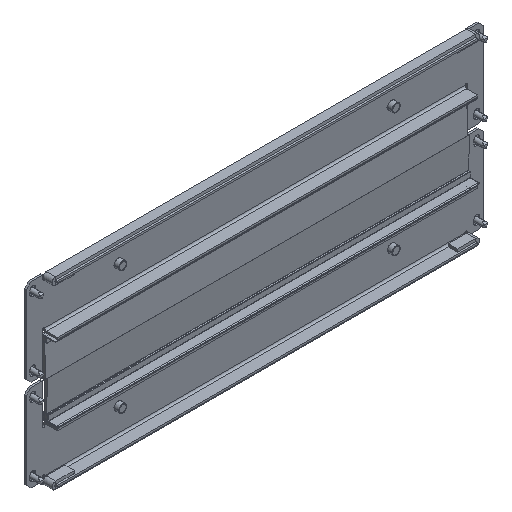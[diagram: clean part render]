
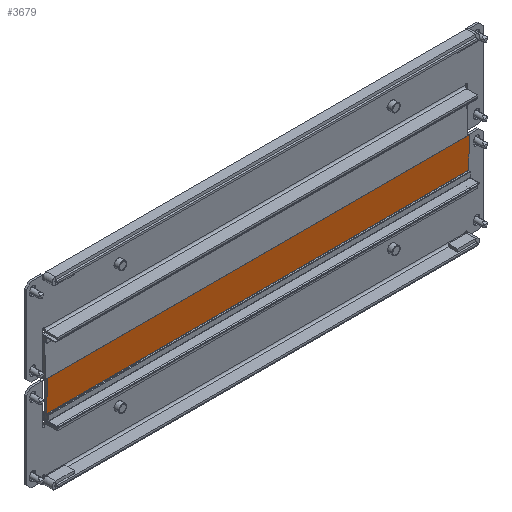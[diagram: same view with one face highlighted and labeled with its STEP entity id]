
A CAD part, isometric view. The second image highlights one B-rep face of the part: STEP entity #3679.
In plain terms, the highlighted face is planar.
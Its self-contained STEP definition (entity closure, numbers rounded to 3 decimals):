
#56 = CARTESIAN_POINT ( 'NONE',  ( 37.5, 2., -460. ) ) ;
#379 = FACE_OUTER_BOUND ( 'NONE', #4458, .T. ) ;
#441 = VERTEX_POINT ( 'NONE', #3488 ) ;
#546 = CARTESIAN_POINT ( 'NONE',  ( 37.5, 2., -460. ) ) ;
#647 = VECTOR ( 'NONE', #5663, 1000. ) ;
#823 = PLANE ( 'NONE',  #2506 ) ;
#864 = LINE ( 'NONE', #3398, #955 ) ;
#955 = VECTOR ( 'NONE', #1752, 1000. ) ;
#1120 = VERTEX_POINT ( 'NONE', #1409 ) ;
#1332 = ORIENTED_EDGE ( 'NONE', *, *, #6338, .F. ) ;
#1409 = CARTESIAN_POINT ( 'NONE',  ( 37.5, 2., 0. ) ) ;
#1582 = ORIENTED_EDGE ( 'NONE', *, *, #3420, .T. ) ;
#1612 = DIRECTION ( 'NONE',  ( -0.999, -0.032, 0. ) ) ;
#1714 = DIRECTION ( 'NONE',  ( 0., 0., 1. ) ) ;
#1752 = DIRECTION ( 'NONE',  ( 0., 0., 1. ) ) ;
#1842 = LINE ( 'NONE', #5134, #647 ) ;
#1851 = VECTOR ( 'NONE', #1714, 1000. ) ;
#2244 = LINE ( 'NONE', #4290, #3611 ) ;
#2339 = CARTESIAN_POINT ( 'NONE',  ( 37.5, 2., -460. ) ) ;
#2506 = AXIS2_PLACEMENT_3D ( 'NONE', #2339, #4057, #5144 ) ;
#2647 = EDGE_CURVE ( 'NONE', #1120, #441, #1842, .T. ) ;
#2767 = CARTESIAN_POINT ( 'NONE',  ( 3.5, 0.9, -460. ) ) ;
#2852 = VERTEX_POINT ( 'NONE', #2767 ) ;
#2965 = VERTEX_POINT ( 'NONE', #546 ) ;
#3398 = CARTESIAN_POINT ( 'NONE',  ( 3.5, 0.9, -460. ) ) ;
#3420 = EDGE_CURVE ( 'NONE', #2965, #2852, #2244, .T. ) ;
#3488 = CARTESIAN_POINT ( 'NONE',  ( 3.5, 0.9, 0. ) ) ;
#3611 = VECTOR ( 'NONE', #1612, 1000. ) ;
#3679 = ADVANCED_FACE ( 'NONE', ( #379 ), #823, .T. ) ;
#4057 = DIRECTION ( 'NONE',  ( -0.032, 0.999, 0. ) ) ;
#4199 = ORIENTED_EDGE ( 'NONE', *, *, #4612, .T. ) ;
#4290 = CARTESIAN_POINT ( 'NONE',  ( 37.5, 2., -460. ) ) ;
#4458 = EDGE_LOOP ( 'NONE', ( #6533, #1332, #1582, #4199 ) ) ;
#4612 = EDGE_CURVE ( 'NONE', #2852, #441, #864, .T. ) ;
#5134 = CARTESIAN_POINT ( 'NONE',  ( 37.5, 2., 0. ) ) ;
#5144 = DIRECTION ( 'NONE',  ( -0.999, -0.032, 0. ) ) ;
#5663 = DIRECTION ( 'NONE',  ( -0.999, -0.032, 0. ) ) ;
#6208 = LINE ( 'NONE', #56, #1851 ) ;
#6338 = EDGE_CURVE ( 'NONE', #2965, #1120, #6208, .T. ) ;
#6533 = ORIENTED_EDGE ( 'NONE', *, *, #2647, .F. ) ;
